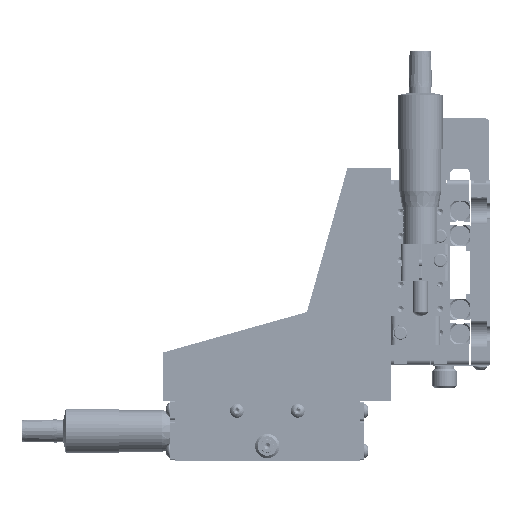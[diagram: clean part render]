
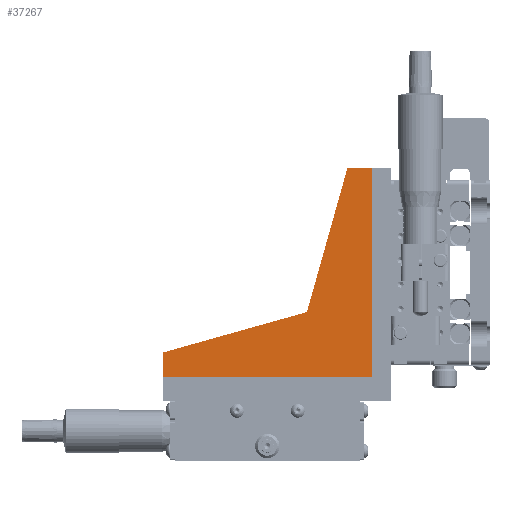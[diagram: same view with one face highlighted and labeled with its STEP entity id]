
A CAD part, left-side view. The second image highlights one B-rep face of the part: STEP entity #37267.
In plain terms, the highlighted planar face has unit normal (-1, 0, 0).
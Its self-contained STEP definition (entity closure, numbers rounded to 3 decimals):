
#5938 = AXIS2_PLACEMENT_3D ( 'NONE', #41452, #17171, #103669 ) ;
#5966 = EDGE_CURVE ( 'NONE', #101988, #33743, #65630, .T. ) ;
#6468 = VERTEX_POINT ( 'NONE', #133788 ) ;
#7231 = CARTESIAN_POINT ( 'NONE',  ( -31.383, 59.79, 176.231 ) ) ;
#9489 = LINE ( 'NONE', #83607, #137128 ) ;
#10711 = DIRECTION ( 'NONE',  ( 0., 0.963, -0.271 ) ) ;
#11101 = DIRECTION ( 'NONE',  ( 0., 0., -1. ) ) ;
#14948 = CARTESIAN_POINT ( 'NONE',  ( -31.383, 49.79, 176.231 ) ) ;
#15359 = FACE_OUTER_BOUND ( 'NONE', #158995, .T. ) ;
#16689 = CARTESIAN_POINT ( 'NONE',  ( -31.383, 135.79, 90.231 ) ) ;
#17171 = DIRECTION ( 'NONE',  ( -1., 0., 0. ) ) ;
#19003 = CARTESIAN_POINT ( 'NONE',  ( -31.383, 59.79, 176.231 ) ) ;
#21139 = EDGE_CURVE ( 'NONE', #33743, #48700, #72590, .T. ) ;
#26304 = LINE ( 'NONE', #82950, #28150 ) ;
#28150 = VECTOR ( 'NONE', #83979, 1000. ) ;
#33743 = VERTEX_POINT ( 'NONE', #14948 ) ;
#37267 = ADVANCED_FACE ( 'NONE', ( #15359 ), #43012, .T. ) ;
#40094 = CARTESIAN_POINT ( 'NONE',  ( -31.383, 49.79, 90.231 ) ) ;
#41452 = CARTESIAN_POINT ( 'NONE',  ( -31.383, 49.79, 90.231 ) ) ;
#43012 = PLANE ( 'NONE',  #5938 ) ;
#46831 = DIRECTION ( 'NONE',  ( 0., 0.271, -0.963 ) ) ;
#48700 = VERTEX_POINT ( 'NONE', #19003 ) ;
#51874 = EDGE_CURVE ( 'NONE', #127388, #6468, #72478, .T. ) ;
#60778 = CARTESIAN_POINT ( 'NONE',  ( -31.383, 135.79, 90.231 ) ) ;
#61900 = ORIENTED_EDGE ( 'NONE', *, *, #5966, .T. ) ;
#65630 = LINE ( 'NONE', #149358, #94675 ) ;
#72478 = LINE ( 'NONE', #133922, #101528 ) ;
#72590 = LINE ( 'NONE', #7231, #128739 ) ;
#77949 = ORIENTED_EDGE ( 'NONE', *, *, #117741, .T. ) ;
#81794 = DIRECTION ( 'NONE',  ( 0., 1., 0. ) ) ;
#82950 = CARTESIAN_POINT ( 'NONE',  ( -31.383, 135.79, 90.231 ) ) ;
#83607 = CARTESIAN_POINT ( 'NONE',  ( -31.383, 76.465, 116.906 ) ) ;
#83839 = LINE ( 'NONE', #60778, #130173 ) ;
#83979 = DIRECTION ( 'NONE',  ( 0., -1., 0. ) ) ;
#87560 = CARTESIAN_POINT ( 'NONE',  ( -31.383, 76.465, 116.906 ) ) ;
#91831 = ORIENTED_EDGE ( 'NONE', *, *, #104948, .T. ) ;
#94675 = VECTOR ( 'NONE', #110468, 1000. ) ;
#101024 = ORIENTED_EDGE ( 'NONE', *, *, #51874, .T. ) ;
#101528 = VECTOR ( 'NONE', #10711, 1000. ) ;
#101988 = VERTEX_POINT ( 'NONE', #40094 ) ;
#102991 = ORIENTED_EDGE ( 'NONE', *, *, #21139, .T. ) ;
#103669 = DIRECTION ( 'NONE',  ( 0., 0., 1. ) ) ;
#104948 = EDGE_CURVE ( 'NONE', #6468, #145590, #83839, .T. ) ;
#110468 = DIRECTION ( 'NONE',  ( 0., 0., 1. ) ) ;
#115811 = EDGE_CURVE ( 'NONE', #48700, #127388, #9489, .T. ) ;
#117741 = EDGE_CURVE ( 'NONE', #145590, #101988, #26304, .T. ) ;
#127388 = VERTEX_POINT ( 'NONE', #87560 ) ;
#128739 = VECTOR ( 'NONE', #81794, 1000. ) ;
#130173 = VECTOR ( 'NONE', #11101, 1000. ) ;
#133788 = CARTESIAN_POINT ( 'NONE',  ( -31.383, 135.79, 100.231 ) ) ;
#133922 = CARTESIAN_POINT ( 'NONE',  ( -31.383, 135.79, 100.231 ) ) ;
#137128 = VECTOR ( 'NONE', #46831, 1000. ) ;
#145590 = VERTEX_POINT ( 'NONE', #16689 ) ;
#149358 = CARTESIAN_POINT ( 'NONE',  ( -31.383, 49.79, 90.231 ) ) ;
#154015 = ORIENTED_EDGE ( 'NONE', *, *, #115811, .T. ) ;
#158995 = EDGE_LOOP ( 'NONE', ( #77949, #61900, #102991, #154015, #101024, #91831 ) ) ;
